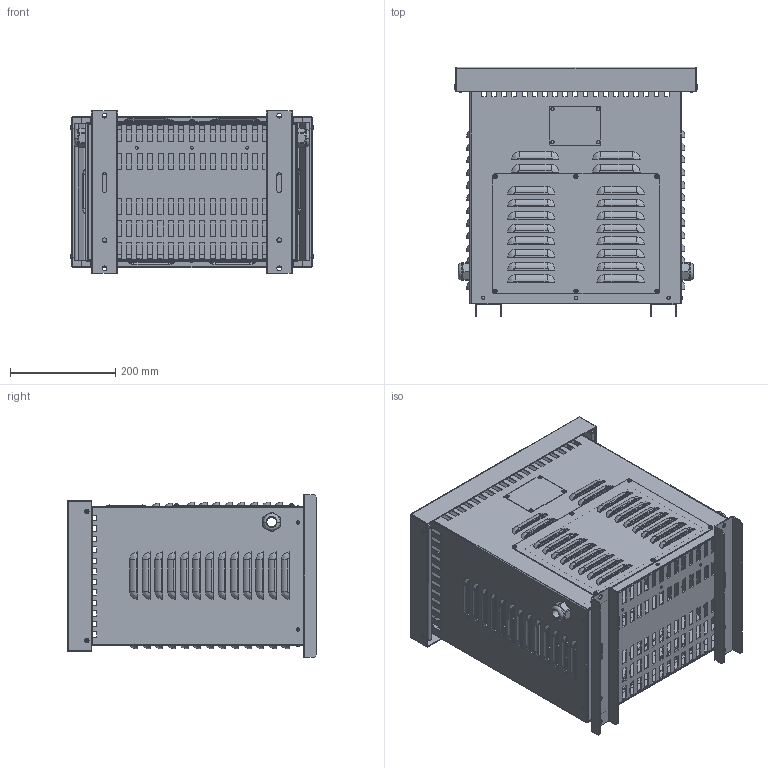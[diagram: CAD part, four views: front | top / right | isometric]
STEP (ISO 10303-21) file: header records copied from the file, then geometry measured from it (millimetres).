
FILE_DESCRIPTION(/* description */ (''),/* implementation_level */ '2;1');
FILE_NAME(/* name */ 'XRB04325553.stp',/* time_stamp */ '2023-03-24T14:30:47+01:00',/* author */ ('velazquez'),/* organization */ (''),/* preprocessor_version */ 'ST-DEVELOPER v19.2',/* originating_system */ 'Autodesk Inventor 2023',/* authorisation */ '');
FILE_SCHEMA (('AUTOMOTIVE_DESIGN { 1 0 10303 214 3 1 1 }'));
Products named in the file (10): XRB04325553; CUERPO CAJA 15-20-25 KVA; JE015 - JE020 - JE025 EXPORT BASE; JE015 - JE020 - JE025 EXPORT PATA; TAPA FRONTAL; TAPA; PLACA CARACTERISTICAS; 1411145; IFI 521 - 42, TPHSSPMBR; ISO 7045 - M4 x 5 - 4.8 - H
Assembly tree (33 placements, depth 2):
  XRB04325553
    CUERPO CAJA 15-20-25 KVA
    JE015 - JE020 - JE025 EXPORT BASE
    JE015 - JE020 - JE025 EXPORT PATA  x2
    TAPA FRONTAL
    TAPA
    PLACA CARACTERISTICAS
    1411145  x2
    ISO 7045 - M4 x 5 - 4.8 - H  x10
    IFI 521 - 42, TPHSSPMBR  x14
Bounding box: 463.67 x 474.44 x 310 mm (x, y, z)
Volume: 2342065.4 mm3; surface area: 2097582.4 mm2
Topology: 33 solids, 33 shells, 2242 faces, 6072 edges, 3799 vertices
Faces by surface type: plane 1225, cylinder 489, bspline 302, cone 124, torus 78, sphere 24
Full cylindrical faces by diameter (mm): 2.3 x10, 3.2 x14, 3.4 x24, 3.621 x10, 4 x24, 5.1 x3, 8.919 x2, 9 x6, 29.9 x2
Entity records: 59260 total; most frequent: CARTESIAN_POINT 12411, ORIENTED_EDGE 9724, DIRECTION 9402, EDGE_CURVE 4862, LINE 3354, VECTOR 3354, VERTEX_POINT 3095, AXIS2_PLACEMENT_3D 3024
